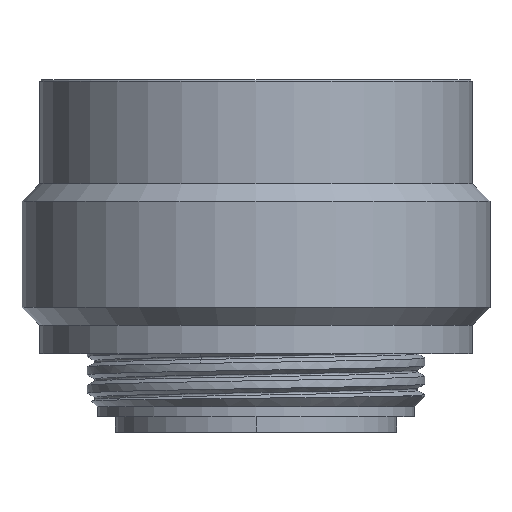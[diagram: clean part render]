
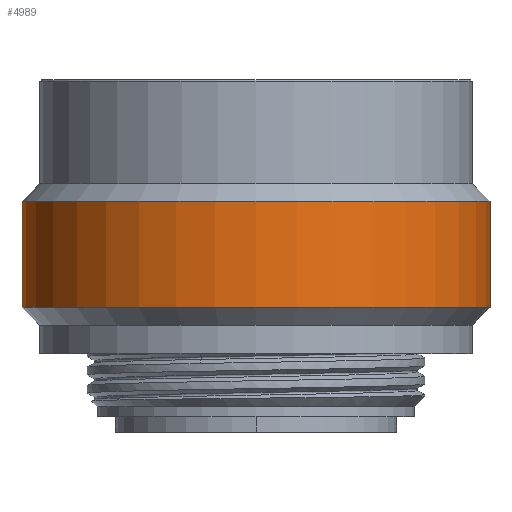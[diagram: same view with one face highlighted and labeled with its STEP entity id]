
A CAD part, front view. The second image highlights one B-rep face of the part: STEP entity #4989.
In plain terms, the highlighted cylindrical face has radius 16.225 mm (diameter 32.45 mm), a partial arc.
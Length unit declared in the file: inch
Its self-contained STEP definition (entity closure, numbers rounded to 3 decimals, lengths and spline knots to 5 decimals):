
#776=DIRECTION('',(0.,0.,-1.));
#777=VECTOR('',#776,0.28937);
#778=CARTESIAN_POINT('',(0.63878,0.,0.06398));
#779=LINE('',#778,#777);
#780=DIRECTION('',(0.,0.,-1.));
#781=VECTOR('',#780,0.28937);
#782=CARTESIAN_POINT('',(-0.63878,0.,0.06398));
#783=LINE('',#782,#781);
#784=CARTESIAN_POINT('',(0.,0.,0.06398));
#785=DIRECTION('',(0.,0.,-1.));
#786=DIRECTION('',(1.,0.,0.));
#787=AXIS2_PLACEMENT_3D('',#784,#785,#786);
#807=CARTESIAN_POINT('',(0.,0.,-0.22539));
#808=DIRECTION('',(0.,0.,-1.));
#809=DIRECTION('',(1.,0.,0.));
#810=AXIS2_PLACEMENT_3D('',#807,#808,#809);
#3433=CARTESIAN_POINT('',(0.63878,0.,0.06398));
#3435=VERTEX_POINT('',#3433);
#3436=CARTESIAN_POINT('',(0.63878,0.,-0.22539));
#3437=VERTEX_POINT('',#3436);
#3439=CARTESIAN_POINT('',(-0.63878,0.,0.06398));
#3441=VERTEX_POINT('',#3439);
#3442=CARTESIAN_POINT('',(-0.63878,0.,-0.22539));
#3443=VERTEX_POINT('',#3442);
#4975=CARTESIAN_POINT('',(0.,0.,-0.39327));
#4976=DIRECTION('',(0.,0.,1.));
#4977=DIRECTION('',(-1.,0.,0.));
#4978=AXIS2_PLACEMENT_3D('',#4975,#4976,#4977);
#4979=CYLINDRICAL_SURFACE('',#4978,0.63878);
#4981=ORIENTED_EDGE('',*,*,#4980,.T.);
#4983=ORIENTED_EDGE('',*,*,#4982,.T.);
#4985=ORIENTED_EDGE('',*,*,#4984,.F.);
#4986=ORIENTED_EDGE('',*,*,#4968,.F.);
#4987=EDGE_LOOP('',(#4981,#4983,#4985,#4986));
#4988=FACE_OUTER_BOUND('',#4987,.F.);
#4989=ADVANCED_FACE('',(#4988),#4979,.T.);
#788=CIRCLE('',#787,0.63878);
#811=CIRCLE('',#810,0.63878);
#4968=EDGE_CURVE('',#3435,#3441,#788,.T.);
#4980=EDGE_CURVE('',#3435,#3437,#779,.T.);
#4982=EDGE_CURVE('',#3437,#3443,#811,.T.);
#4984=EDGE_CURVE('',#3441,#3443,#783,.T.);
